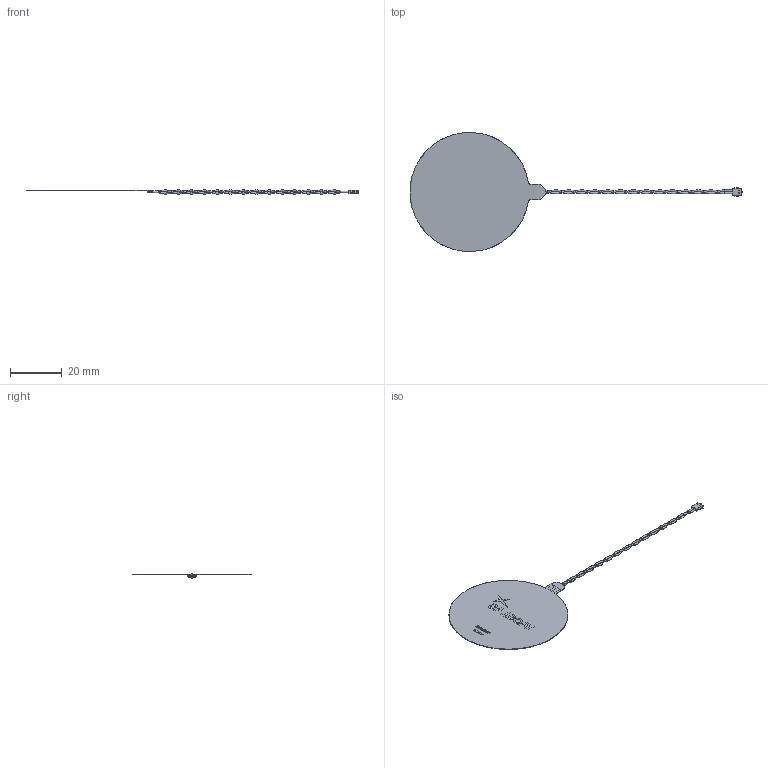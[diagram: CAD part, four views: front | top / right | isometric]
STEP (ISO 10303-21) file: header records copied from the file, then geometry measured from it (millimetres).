
FILE_DESCRIPTION (( 'STEP AP214' ), '1' );
FILE_NAME ('FXC.46.52.0075X.B.dg_Web.STEP', '2024-05-27T08:20:51', ( '' ), ( '' ), 'SwSTEP 2.0', 'SolidWorks 2022', '' );
FILE_SCHEMA (( 'AUTOMOTIVE_DESIGN' ));
Length unit declared in the file: millimetre
Products named in the file (1): FXC.46.52.0075X.B.dg_Web
Bounding box: 128.15 x 46 x 1.6 mm (x, y, z)
Volume: 357.8 mm3; surface area: 7143.6 mm2
Topology: 5 solids, 5 shells, 655 faces, 1764 edges, 1164 vertices
Faces by surface type: plane 409, bspline 229, cylinder 15, cone 2
Full cylindrical faces by diameter (mm): 0.4 x2, 0.7 x4, 46 x1
Entity records: 38814 total; most frequent: CARTESIAN_POINT 16786, ORIENTED_EDGE 3478, DIRECTION 2173, EDGE_CURVE 1739, VECTOR 1235, LINE 1235, VERTEX_POINT 1158, EDGE_LOOP 727
